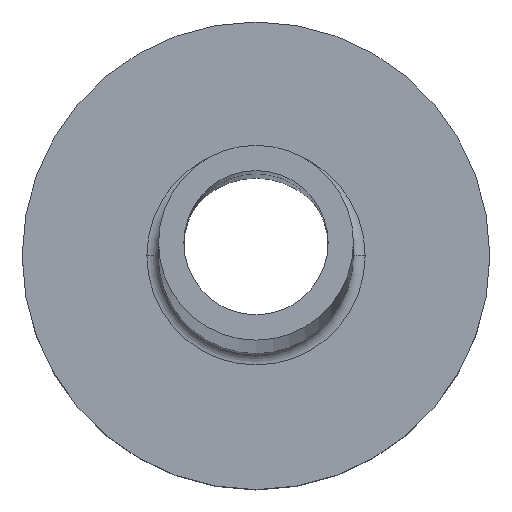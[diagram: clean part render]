
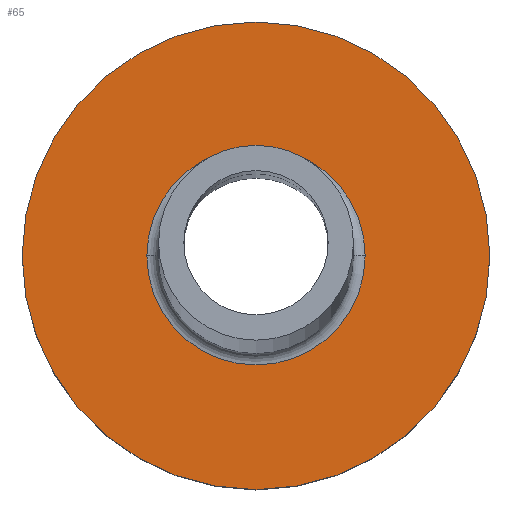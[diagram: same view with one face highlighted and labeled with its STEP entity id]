
A CAD part, top view. The second image highlights one B-rep face of the part: STEP entity #65.
In plain terms, the highlighted planar face has unit normal (0, 0, 1).
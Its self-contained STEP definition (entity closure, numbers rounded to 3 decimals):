
#3 = DIRECTION ( 'NONE',  ( 0., 0., 1. ) ) ;
#29 = EDGE_CURVE ( 'NONE', #446, #220, #286, .T. ) ;
#42 = CARTESIAN_POINT ( 'NONE',  ( 0., 0., 5. ) ) ;
#65 = ADVANCED_FACE ( 'NONE', ( #104, #277 ), #278, .T. ) ;
#86 = CIRCLE ( 'NONE', #348, 6. ) ;
#99 = DIRECTION ( 'NONE',  ( 1., 0., 0. ) ) ;
#104 = FACE_BOUND ( 'NONE', #327, .T. ) ;
#115 = EDGE_CURVE ( 'NONE', #220, #446, #86, .T. ) ;
#129 = ORIENTED_EDGE ( 'NONE', *, *, #29, .T. ) ;
#143 = DIRECTION ( 'NONE',  ( 1., 0., 0. ) ) ;
#147 = CARTESIAN_POINT ( 'NONE',  ( -2.8, 0., 5. ) ) ;
#150 = ORIENTED_EDGE ( 'NONE', *, *, #198, .T. ) ;
#167 = CARTESIAN_POINT ( 'NONE',  ( -6., 0., 5. ) ) ;
#171 = DIRECTION ( 'NONE',  ( 1., 0., 0. ) ) ;
#173 = DIRECTION ( 'NONE',  ( 0., 0., 1. ) ) ;
#183 = CARTESIAN_POINT ( 'NONE',  ( 0., 0., 5. ) ) ;
#188 = CIRCLE ( 'NONE', #324, 2.8 ) ;
#189 = CIRCLE ( 'NONE', #222, 2.8 ) ;
#198 = EDGE_CURVE ( 'NONE', #212, #264, #188, .T. ) ;
#206 = DIRECTION ( 'NONE',  ( 0., 0., -1. ) ) ;
#212 = VERTEX_POINT ( 'NONE', #147 ) ;
#220 = VERTEX_POINT ( 'NONE', #228 ) ;
#222 = AXIS2_PLACEMENT_3D ( 'NONE', #382, #387, #99 ) ;
#228 = CARTESIAN_POINT ( 'NONE',  ( 6., 0., 5. ) ) ;
#240 = DIRECTION ( 'NONE',  ( 0., 0., 1. ) ) ;
#246 = DIRECTION ( 'NONE',  ( 1., 0., 0. ) ) ;
#264 = VERTEX_POINT ( 'NONE', #405 ) ;
#267 = EDGE_LOOP ( 'NONE', ( #129, #300 ) ) ;
#277 = FACE_OUTER_BOUND ( 'NONE', #267, .T. ) ;
#278 = PLANE ( 'NONE',  #279 ) ;
#279 = AXIS2_PLACEMENT_3D ( 'NONE', #419, #173, #143 ) ;
#286 = CIRCLE ( 'NONE', #380, 6. ) ;
#300 = ORIENTED_EDGE ( 'NONE', *, *, #115, .T. ) ;
#324 = AXIS2_PLACEMENT_3D ( 'NONE', #42, #206, #356 ) ;
#327 = EDGE_LOOP ( 'NONE', ( #411, #150 ) ) ;
#348 = AXIS2_PLACEMENT_3D ( 'NONE', #183, #3, #246 ) ;
#356 = DIRECTION ( 'NONE',  ( 1., 0., 0. ) ) ;
#380 = AXIS2_PLACEMENT_3D ( 'NONE', #418, #240, #171 ) ;
#382 = CARTESIAN_POINT ( 'NONE',  ( 0., 0., 5. ) ) ;
#387 = DIRECTION ( 'NONE',  ( 0., 0., -1. ) ) ;
#394 = EDGE_CURVE ( 'NONE', #264, #212, #189, .T. ) ;
#405 = CARTESIAN_POINT ( 'NONE',  ( 2.8, 0., 5. ) ) ;
#411 = ORIENTED_EDGE ( 'NONE', *, *, #394, .T. ) ;
#418 = CARTESIAN_POINT ( 'NONE',  ( 0., 0., 5. ) ) ;
#419 = CARTESIAN_POINT ( 'NONE',  ( 0., 0., 5. ) ) ;
#446 = VERTEX_POINT ( 'NONE', #167 ) ;
